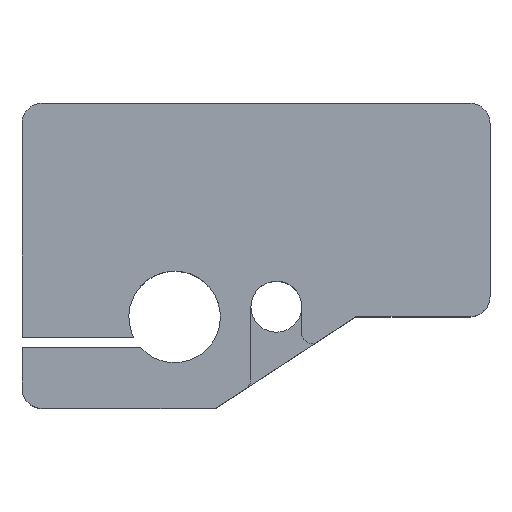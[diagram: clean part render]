
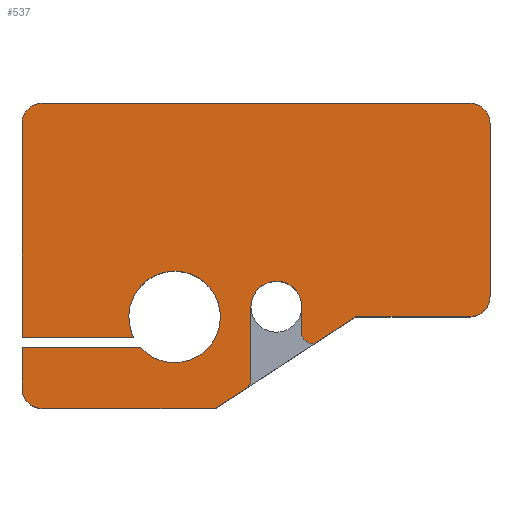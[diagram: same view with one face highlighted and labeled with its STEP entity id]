
A CAD part, top view. The second image highlights one B-rep face of the part: STEP entity #537.
In plain terms, the highlighted planar face has unit normal (0, 0, 1).
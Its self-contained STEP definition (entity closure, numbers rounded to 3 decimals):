
#297=CARTESIAN_POINT('',(4.9,-3.,4.0));
#298=VERTEX_POINT('',#297);
#305=CARTESIAN_POINT('',(3.023,-4.224,4.0));
#306=VERTEX_POINT('',#305);
#307=CARTESIAN_POINT('',(3.023,-4.224,4.0));
#308=DIRECTION('',(0.838,0.546,0.0));
#309=VECTOR('',#308,2.241);
#310=LINE('',#307,#309);
#311=EDGE_CURVE('',#306,#298,#310,.T.);
#329=CARTESIAN_POINT('',(-0.476,-6.506,4.0));
#330=VERTEX_POINT('',#329);
#337=CARTESIAN_POINT('',(-2.0,-7.5,4.0));
#338=VERTEX_POINT('',#337);
#339=CARTESIAN_POINT('',(-2.0,-7.5,4.0));
#340=DIRECTION('',(0.838,0.546,0.0));
#341=VECTOR('',#340,1.819);
#342=LINE('',#339,#341);
#343=EDGE_CURVE('',#338,#330,#342,.T.);
#360=CARTESIAN_POINT('',(-0.249,-6.087,4.0));
#361=VERTEX_POINT('',#360);
#362=CARTESIAN_POINT('',(-0.749,-6.087,4.0));
#363=DIRECTION('',(0.0,0.0,-1.0));
#364=DIRECTION('',(0.879,-0.476,0.0));
#365=AXIS2_PLACEMENT_3D('',#362,#363,#364);
#366=CIRCLE('',#365,0.5);
#367=EDGE_CURVE('',#361,#330,#366,.T.);
#388=CARTESIAN_POINT('',(0.,0.,4.0));
#389=DIRECTION('',(0.0,0.0,1.0));
#390=DIRECTION('',(1.0,0.0,0.0));
#391=AXIS2_PLACEMENT_3D('',#388,#389,#390);
#392=PLANE('',#391);
#393=ORIENTED_EDGE('',*,*,#367,.F.);
#394=CARTESIAN_POINT('',(-0.249,-2.545,4.));
#395=VERTEX_POINT('',#394);
#396=CARTESIAN_POINT('',(-0.249,-6.087,4.0));
#397=DIRECTION('',(0.0,1.0,0.0));
#398=VECTOR('',#397,3.543);
#399=LINE('',#396,#398);
#400=EDGE_CURVE('',#361,#395,#399,.T.);
#401=ORIENTED_EDGE('',*,*,#400,.T.);
#402=CARTESIAN_POINT('',(2.25,-2.5,4.0));
#403=VERTEX_POINT('',#402);
#404=CARTESIAN_POINT('',(1.0,-2.5,4.));
#405=DIRECTION('',(0.0,0.0,-1.0));
#406=DIRECTION('',(1.0,0.0,0.0));
#407=AXIS2_PLACEMENT_3D('',#404,#405,#406);
#408=CIRCLE('',#407,1.25);
#409=EDGE_CURVE('',#395,#403,#408,.T.);
#410=ORIENTED_EDGE('',*,*,#409,.T.);
#411=CARTESIAN_POINT('',(2.25,-3.805,4.0));
#412=VERTEX_POINT('',#411);
#413=CARTESIAN_POINT('',(2.25,-2.5,4.0));
#414=DIRECTION('',(0.0,-1.0,0.0));
#415=VECTOR('',#414,1.305);
#416=LINE('',#413,#415);
#417=EDGE_CURVE('',#403,#412,#416,.T.);
#418=ORIENTED_EDGE('',*,*,#417,.T.);
#419=CARTESIAN_POINT('',(2.75,-3.805,4.0));
#420=DIRECTION('',(0.0,0.0,-1.0));
#421=DIRECTION('',(-0.476,-0.879,0.0));
#422=AXIS2_PLACEMENT_3D('',#419,#420,#421);
#423=CIRCLE('',#422,0.5);
#424=EDGE_CURVE('',#306,#412,#423,.T.);
#425=ORIENTED_EDGE('',*,*,#424,.F.);
#426=ORIENTED_EDGE('',*,*,#311,.T.);
#427=CARTESIAN_POINT('',(10.5,-3.,4.0));
#428=VERTEX_POINT('',#427);
#429=CARTESIAN_POINT('',(4.9,-3.0,4.0));
#430=DIRECTION('',(1.0,0.0,0.0));
#431=VECTOR('',#430,5.6);
#432=LINE('',#429,#431);
#433=EDGE_CURVE('',#298,#428,#432,.T.);
#434=ORIENTED_EDGE('',*,*,#433,.T.);
#435=CARTESIAN_POINT('',(11.5,-2.,4.0));
#436=VERTEX_POINT('',#435);
#437=CARTESIAN_POINT('',(10.5,-2.,4.0));
#438=DIRECTION('',(0.0,0.0,-1.0));
#439=DIRECTION('',(0.707,-0.707,0.0));
#440=AXIS2_PLACEMENT_3D('',#437,#438,#439);
#441=CIRCLE('',#440,1.0);
#442=EDGE_CURVE('',#436,#428,#441,.T.);
#443=ORIENTED_EDGE('',*,*,#442,.F.);
#444=CARTESIAN_POINT('',(11.5,6.5,4.0));
#445=VERTEX_POINT('',#444);
#446=CARTESIAN_POINT('',(11.5,6.5,4.0));
#447=DIRECTION('',(0.0,-1.0,0.0));
#448=VECTOR('',#447,8.5);
#449=LINE('',#446,#448);
#450=EDGE_CURVE('',#445,#436,#449,.T.);
#451=ORIENTED_EDGE('',*,*,#450,.F.);
#452=CARTESIAN_POINT('',(10.5,7.5,4.0));
#453=VERTEX_POINT('',#452);
#454=CARTESIAN_POINT('',(10.5,6.5,4.0));
#455=DIRECTION('',(0.0,0.0,-1.0));
#456=DIRECTION('',(0.707,0.707,0.0));
#457=AXIS2_PLACEMENT_3D('',#454,#455,#456);
#458=CIRCLE('',#457,1.0);
#459=EDGE_CURVE('',#453,#445,#458,.T.);
#460=ORIENTED_EDGE('',*,*,#459,.F.);
#461=CARTESIAN_POINT('',(-10.5,7.5,4.0));
#462=VERTEX_POINT('',#461);
#463=CARTESIAN_POINT('',(-10.5,7.5,4.0));
#464=DIRECTION('',(1.0,0.0,0.0));
#465=VECTOR('',#464,21.0);
#466=LINE('',#463,#465);
#467=EDGE_CURVE('',#462,#453,#466,.T.);
#468=ORIENTED_EDGE('',*,*,#467,.F.);
#469=CARTESIAN_POINT('',(-11.5,6.5,4.0));
#470=VERTEX_POINT('',#469);
#471=CARTESIAN_POINT('',(-10.5,6.5,4.0));
#472=DIRECTION('',(0.0,0.0,-1.0));
#473=DIRECTION('',(-0.707,0.707,0.0));
#474=AXIS2_PLACEMENT_3D('',#471,#472,#473);
#475=CIRCLE('',#474,1.0);
#476=EDGE_CURVE('',#470,#462,#475,.T.);
#477=ORIENTED_EDGE('',*,*,#476,.F.);
#478=CARTESIAN_POINT('',(-11.5,-4.,4.0));
#479=VERTEX_POINT('',#478);
#480=CARTESIAN_POINT('',(-11.5,-4.,4.0));
#481=DIRECTION('',(0.0,1.0,0.0));
#482=VECTOR('',#481,10.5);
#483=LINE('',#480,#482);
#484=EDGE_CURVE('',#479,#470,#483,.T.);
#485=ORIENTED_EDGE('',*,*,#484,.F.);
#486=CARTESIAN_POINT('',(-6.016,-4.,4.));
#487=VERTEX_POINT('',#486);
#488=CARTESIAN_POINT('',(-11.5,-4.,4.0));
#489=DIRECTION('',(1.0,0.0,0.0));
#490=VECTOR('',#489,5.484);
#491=LINE('',#488,#490);
#492=EDGE_CURVE('',#479,#487,#491,.T.);
#493=ORIENTED_EDGE('',*,*,#492,.T.);
#494=CARTESIAN_POINT('',(-5.677,-4.5,4.));
#495=VERTEX_POINT('',#494);
#496=CARTESIAN_POINT('',(-4.,-3.0,4.));
#497=DIRECTION('',(0.0,0.0,-1.0));
#498=DIRECTION('',(1.0,0.0,0.0));
#499=AXIS2_PLACEMENT_3D('',#496,#497,#498);
#500=CIRCLE('',#499,2.25);
#501=EDGE_CURVE('',#487,#495,#500,.T.);
#502=ORIENTED_EDGE('',*,*,#501,.T.);
#503=CARTESIAN_POINT('',(-11.5,-4.5,4.0));
#504=VERTEX_POINT('',#503);
#505=CARTESIAN_POINT('',(-5.677,-4.5,4.0));
#506=DIRECTION('',(-1.0,0.0,0.0));
#507=VECTOR('',#506,5.823);
#508=LINE('',#505,#507);
#509=EDGE_CURVE('',#495,#504,#508,.T.);
#510=ORIENTED_EDGE('',*,*,#509,.T.);
#511=CARTESIAN_POINT('',(-11.5,-6.5,4.0));
#512=VERTEX_POINT('',#511);
#513=CARTESIAN_POINT('',(-11.5,-6.5,4.0));
#514=DIRECTION('',(0.0,1.0,0.0));
#515=VECTOR('',#514,2.0);
#516=LINE('',#513,#515);
#517=EDGE_CURVE('',#512,#504,#516,.T.);
#518=ORIENTED_EDGE('',*,*,#517,.F.);
#519=CARTESIAN_POINT('',(-10.5,-7.5,4.0));
#520=VERTEX_POINT('',#519);
#521=CARTESIAN_POINT('',(-10.5,-6.5,4.0));
#522=DIRECTION('',(0.0,0.0,-1.0));
#523=DIRECTION('',(-0.707,-0.707,0.0));
#524=AXIS2_PLACEMENT_3D('',#521,#522,#523);
#525=CIRCLE('',#524,1.0);
#526=EDGE_CURVE('',#520,#512,#525,.T.);
#527=ORIENTED_EDGE('',*,*,#526,.F.);
#528=CARTESIAN_POINT('',(-2.,-7.5,4.0));
#529=DIRECTION('',(-1.0,0.0,0.0));
#530=VECTOR('',#529,8.5);
#531=LINE('',#528,#530);
#532=EDGE_CURVE('',#338,#520,#531,.T.);
#533=ORIENTED_EDGE('',*,*,#532,.F.);
#534=ORIENTED_EDGE('',*,*,#343,.T.);
#535=EDGE_LOOP('',(#393,#401,#410,#418,#425,#426,#434,#443,#451,#460,#468,#477,#485,#493,#502,#510,#518,#527,#533,#534));
#536=FACE_OUTER_BOUND('',#535,.T.);
#537=ADVANCED_FACE('',(#536),#392,.T.);
